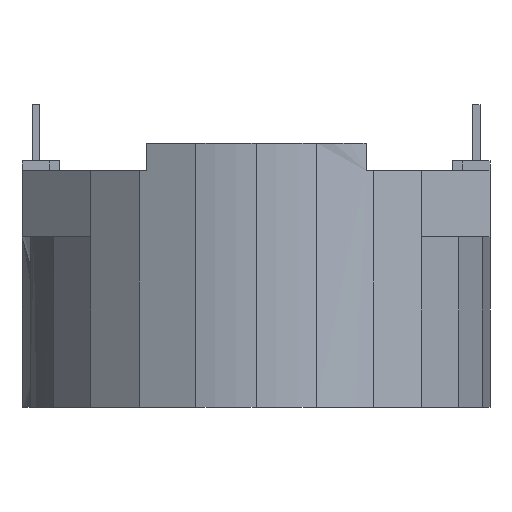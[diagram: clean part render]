
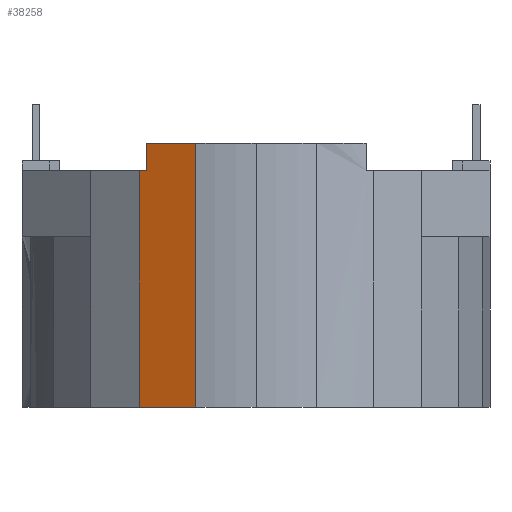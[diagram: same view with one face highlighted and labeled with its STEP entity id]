
A CAD part, left-side view. The second image highlights one B-rep face of the part: STEP entity #38258.
In plain terms, the highlighted planar face has unit normal (-0.924, 0.383, 0).
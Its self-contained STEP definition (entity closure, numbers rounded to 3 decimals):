
#3650 = PLANE('',#3651);
#3651 = AXIS2_PLACEMENT_3D('',#3652,#3653,#3654);
#3652 = CARTESIAN_POINT('',(-7.174,18.75,21.5));
#3653 = DIRECTION('',(0.,0.,1.));
#3654 = DIRECTION('',(1.,0.,0.));
#4008 = VERTEX_POINT('',#4009);
#4009 = CARTESIAN_POINT('',(-18.403,10.625,21.5));
#4023 = PLANE('',#4024);
#4024 = AXIS2_PLACEMENT_3D('',#4025,#4026,#4027);
#4025 = CARTESIAN_POINT('',(-15.026,15.026,
    0.));
#4026 = DIRECTION('',(-0.793,0.609,0.));
#4027 = DIRECTION('',(-0.609,-0.793,0.));
#4035 = EDGE_CURVE('',#4008,#4036,#4038,.T.);
#4036 = VERTEX_POINT('',#4037);
#4037 = CARTESIAN_POINT('',(-18.662,10.,21.5));
#4038 = SURFACE_CURVE('',#4039,(#4043,#4050),.PCURVE_S1.);
#4039 = LINE('',#4040,#4041);
#4040 = CARTESIAN_POINT('',(-18.403,10.625,21.5));
#4041 = VECTOR('',#4042,1.);
#4042 = DIRECTION('',(-0.383,-0.924,0.));
#4043 = PCURVE('',#3650,#4044);
#4044 = DEFINITIONAL_REPRESENTATION('',(#4045),#4049);
#4045 = LINE('',#4046,#4047);
#4046 = CARTESIAN_POINT('',(-11.229,-8.125));
#4047 = VECTOR('',#4048,1.);
#4048 = DIRECTION('',(-0.383,-0.924));
#4049 = ( GEOMETRIC_REPRESENTATION_CONTEXT(2) 
PARAMETRIC_REPRESENTATION_CONTEXT() REPRESENTATION_CONTEXT('2D SPACE',''
  ) );
#4050 = PCURVE('',#4051,#4056);
#4051 = PLANE('',#4052);
#4052 = AXIS2_PLACEMENT_3D('',#4053,#4054,#4055);
#4053 = CARTESIAN_POINT('',(-18.403,10.625,0.)
  );
#4054 = DIRECTION('',(-0.924,0.383,
    0.));
#4055 = DIRECTION('',(-0.383,-0.924,0.));
#4056 = DEFINITIONAL_REPRESENTATION('',(#4057),#4061);
#4057 = LINE('',#4058,#4059);
#4058 = CARTESIAN_POINT('',(0.,21.5));
#4059 = VECTOR('',#4060,1.);
#4060 = DIRECTION('',(1.,0.));
#4061 = ( GEOMETRIC_REPRESENTATION_CONTEXT(2) 
PARAMETRIC_REPRESENTATION_CONTEXT() REPRESENTATION_CONTEXT('2D SPACE',''
  ) );
#4079 = PLANE('',#4080);
#4080 = AXIS2_PLACEMENT_3D('',#4081,#4082,#4083);
#4081 = CARTESIAN_POINT('',(-17.58,10.,21.5));
#4082 = DIRECTION('',(0.,1.,0.));
#4083 = DIRECTION('',(0.,0.,1.));
#13615 = PLANE('',#13616);
#13616 = AXIS2_PLACEMENT_3D('',#13617,#13618,#13619);
#13617 = CARTESIAN_POINT('',(-19.552,-5.239,24.));
#13618 = DIRECTION('',(0.,0.,1.));
#13619 = DIRECTION('',(1.,0.,0.));
#15555 = PLANE('',#15556);
#15556 = AXIS2_PLACEMENT_3D('',#15557,#15558,#15559);
#15557 = CARTESIAN_POINT('',(-20.526,5.5,
    0.));
#15558 = DIRECTION('',(0.,0.,-1.));
#15559 = DIRECTION('',(-1.,0.,0.));
#15663 = EDGE_CURVE('',#15664,#15666,#15668,.T.);
#15664 = VERTEX_POINT('',#15665);
#15665 = CARTESIAN_POINT('',(-18.403,10.625,0.)
  );
#15666 = VERTEX_POINT('',#15667);
#15667 = CARTESIAN_POINT('',(-20.526,5.5,
    0.));
#15668 = SURFACE_CURVE('',#15669,(#15673,#15680),.PCURVE_S1.);
#15669 = LINE('',#15670,#15671);
#15670 = CARTESIAN_POINT('',(-18.403,10.625,0.)
  );
#15671 = VECTOR('',#15672,1.);
#15672 = DIRECTION('',(-0.383,-0.924,0.));
#15673 = PCURVE('',#15555,#15674);
#15674 = DEFINITIONAL_REPRESENTATION('',(#15675),#15679);
#15675 = LINE('',#15676,#15677);
#15676 = CARTESIAN_POINT('',(-2.123,5.125));
#15677 = VECTOR('',#15678,1.);
#15678 = DIRECTION('',(0.383,-0.924));
#15679 = ( GEOMETRIC_REPRESENTATION_CONTEXT(2) 
PARAMETRIC_REPRESENTATION_CONTEXT() REPRESENTATION_CONTEXT('2D SPACE',''
  ) );
#15680 = PCURVE('',#4051,#15681);
#15681 = DEFINITIONAL_REPRESENTATION('',(#15682),#15686);
#15682 = LINE('',#15683,#15684);
#15683 = CARTESIAN_POINT('',(0.,0.));
#15684 = VECTOR('',#15685,1.);
#15685 = DIRECTION('',(1.,0.));
#15686 = ( GEOMETRIC_REPRESENTATION_CONTEXT(2) 
PARAMETRIC_REPRESENTATION_CONTEXT() REPRESENTATION_CONTEXT('2D SPACE',''
  ) );
#16438 = CYLINDRICAL_SURFACE('',#16439,21.25);
#16439 = AXIS2_PLACEMENT_3D('',#16440,#16441,#16442);
#16440 = CARTESIAN_POINT('',(0.,0.,
    0.));
#16441 = DIRECTION('',(0.,0.,1.));
#16442 = DIRECTION('',(1.,0.,0.));
#38258 = ADVANCED_FACE('',(#38259),#4051,.T.);
#38259 = FACE_BOUND('',#38260,.T.);
#38260 = EDGE_LOOP('',(#38261,#38262,#38284,#38307,#38328,#38329));
#38261 = ORIENTED_EDGE('',*,*,#15663,.T.);
#38262 = ORIENTED_EDGE('',*,*,#38263,.T.);
#38263 = EDGE_CURVE('',#15666,#38264,#38266,.T.);
#38264 = VERTEX_POINT('',#38265);
#38265 = CARTESIAN_POINT('',(-20.526,5.5,24.));
#38266 = SURFACE_CURVE('',#38267,(#38271,#38278),.PCURVE_S1.);
#38267 = LINE('',#38268,#38269);
#38268 = CARTESIAN_POINT('',(-20.526,5.5,
    0.));
#38269 = VECTOR('',#38270,1.);
#38270 = DIRECTION('',(0.,0.,1.));
#38271 = PCURVE('',#4051,#38272);
#38272 = DEFINITIONAL_REPRESENTATION('',(#38273),#38277);
#38273 = LINE('',#38274,#38275);
#38274 = CARTESIAN_POINT('',(5.547,0.));
#38275 = VECTOR('',#38276,1.);
#38276 = DIRECTION('',(0.,1.));
#38277 = ( GEOMETRIC_REPRESENTATION_CONTEXT(2) 
PARAMETRIC_REPRESENTATION_CONTEXT() REPRESENTATION_CONTEXT('2D SPACE',''
  ) );
#38278 = PCURVE('',#16438,#38279);
#38279 = DEFINITIONAL_REPRESENTATION('',(#38280),#38283);
#38280 = B_SPLINE_CURVE_WITH_KNOTS('',1,(#38281,#38282),.UNSPECIFIED.,
  .F.,.F.,(2,2),(0.,24.),.PIECEWISE_BEZIER_KNOTS.);
#38281 = CARTESIAN_POINT('',(2.88,0.));
#38282 = CARTESIAN_POINT('',(2.88,24.));
#38283 = ( GEOMETRIC_REPRESENTATION_CONTEXT(2) 
PARAMETRIC_REPRESENTATION_CONTEXT() REPRESENTATION_CONTEXT('2D SPACE',''
  ) );
#38284 = ORIENTED_EDGE('',*,*,#38285,.F.);
#38285 = EDGE_CURVE('',#38286,#38264,#38288,.T.);
#38286 = VERTEX_POINT('',#38287);
#38287 = CARTESIAN_POINT('',(-18.662,10.,24.));
#38288 = SURFACE_CURVE('',#38289,(#38293,#38300),.PCURVE_S1.);
#38289 = LINE('',#38290,#38291);
#38290 = CARTESIAN_POINT('',(-18.662,10.,24.));
#38291 = VECTOR('',#38292,1.);
#38292 = DIRECTION('',(-0.383,-0.924,
    0.));
#38293 = PCURVE('',#4051,#38294);
#38294 = DEFINITIONAL_REPRESENTATION('',(#38295),#38299);
#38295 = LINE('',#38296,#38297);
#38296 = CARTESIAN_POINT('',(0.676,24.));
#38297 = VECTOR('',#38298,1.);
#38298 = DIRECTION('',(1.,0.));
#38299 = ( GEOMETRIC_REPRESENTATION_CONTEXT(2) 
PARAMETRIC_REPRESENTATION_CONTEXT() REPRESENTATION_CONTEXT('2D SPACE',''
  ) );
#38300 = PCURVE('',#13615,#38301);
#38301 = DEFINITIONAL_REPRESENTATION('',(#38302),#38306);
#38302 = LINE('',#38303,#38304);
#38303 = CARTESIAN_POINT('',(0.89,15.239));
#38304 = VECTOR('',#38305,1.);
#38305 = DIRECTION('',(-0.383,-0.924));
#38306 = ( GEOMETRIC_REPRESENTATION_CONTEXT(2) 
PARAMETRIC_REPRESENTATION_CONTEXT() REPRESENTATION_CONTEXT('2D SPACE',''
  ) );
#38307 = ORIENTED_EDGE('',*,*,#38308,.F.);
#38308 = EDGE_CURVE('',#4036,#38286,#38309,.T.);
#38309 = SURFACE_CURVE('',#38310,(#38314,#38321),.PCURVE_S1.);
#38310 = LINE('',#38311,#38312);
#38311 = CARTESIAN_POINT('',(-18.662,10.,21.5));
#38312 = VECTOR('',#38313,1.);
#38313 = DIRECTION('',(0.,0.,1.));
#38314 = PCURVE('',#4051,#38315);
#38315 = DEFINITIONAL_REPRESENTATION('',(#38316),#38320);
#38316 = LINE('',#38317,#38318);
#38317 = CARTESIAN_POINT('',(0.676,21.5));
#38318 = VECTOR('',#38319,1.);
#38319 = DIRECTION('',(0.,1.));
#38320 = ( GEOMETRIC_REPRESENTATION_CONTEXT(2) 
PARAMETRIC_REPRESENTATION_CONTEXT() REPRESENTATION_CONTEXT('2D SPACE',''
  ) );
#38321 = PCURVE('',#4079,#38322);
#38322 = DEFINITIONAL_REPRESENTATION('',(#38323),#38327);
#38323 = LINE('',#38324,#38325);
#38324 = CARTESIAN_POINT('',(0.,-1.082));
#38325 = VECTOR('',#38326,1.);
#38326 = DIRECTION('',(1.,0.));
#38327 = ( GEOMETRIC_REPRESENTATION_CONTEXT(2) 
PARAMETRIC_REPRESENTATION_CONTEXT() REPRESENTATION_CONTEXT('2D SPACE',''
  ) );
#38328 = ORIENTED_EDGE('',*,*,#4035,.F.);
#38329 = ORIENTED_EDGE('',*,*,#38330,.F.);
#38330 = EDGE_CURVE('',#15664,#4008,#38331,.T.);
#38331 = SURFACE_CURVE('',#38332,(#38336,#38343),.PCURVE_S1.);
#38332 = LINE('',#38333,#38334);
#38333 = CARTESIAN_POINT('',(-18.403,10.625,0.)
  );
#38334 = VECTOR('',#38335,1.);
#38335 = DIRECTION('',(0.,0.,1.));
#38336 = PCURVE('',#4051,#38337);
#38337 = DEFINITIONAL_REPRESENTATION('',(#38338),#38342);
#38338 = LINE('',#38339,#38340);
#38339 = CARTESIAN_POINT('',(0.,0.));
#38340 = VECTOR('',#38341,1.);
#38341 = DIRECTION('',(0.,1.));
#38342 = ( GEOMETRIC_REPRESENTATION_CONTEXT(2) 
PARAMETRIC_REPRESENTATION_CONTEXT() REPRESENTATION_CONTEXT('2D SPACE',''
  ) );
#38343 = PCURVE('',#4023,#38344);
#38344 = DEFINITIONAL_REPRESENTATION('',(#38345),#38349);
#38345 = LINE('',#38346,#38347);
#38346 = CARTESIAN_POINT('',(5.547,0.));
#38347 = VECTOR('',#38348,1.);
#38348 = DIRECTION('',(0.,1.));
#38349 = ( GEOMETRIC_REPRESENTATION_CONTEXT(2) 
PARAMETRIC_REPRESENTATION_CONTEXT() REPRESENTATION_CONTEXT('2D SPACE',''
  ) );
